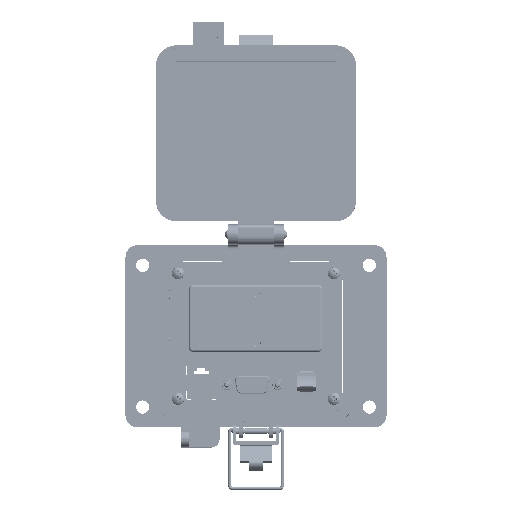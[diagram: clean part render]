
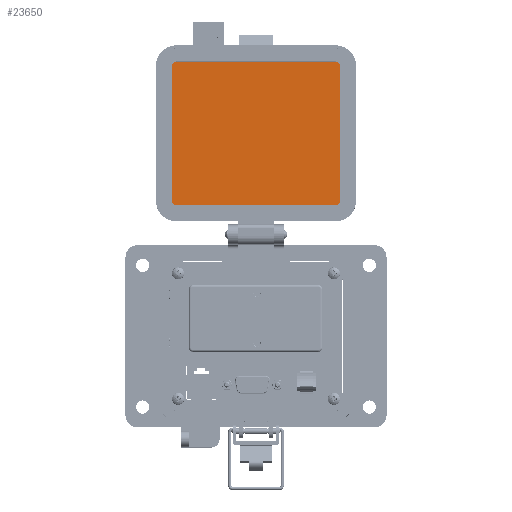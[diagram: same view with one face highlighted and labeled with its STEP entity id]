
A CAD part, top view. The second image highlights one B-rep face of the part: STEP entity #23650.
In plain terms, the highlighted planar face has unit normal (0, 0, 1).
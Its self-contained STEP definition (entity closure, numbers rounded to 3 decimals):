
#4641 = CARTESIAN_POINT ( 'NONE',  ( 35.912, 126.389, 19.202 ) ) ;
#9733 = AXIS2_PLACEMENT_3D ( 'NONE', #132755, #72130, #17530 ) ;
#12882 = CARTESIAN_POINT ( 'NONE',  ( -3.279, 128.688, 19.202 ) ) ;
#15042 = DIRECTION ( 'NONE',  ( 0., 0., 1. ) ) ;
#16244 = PLANE ( 'NONE',  #39829 ) ;
#17298 = CARTESIAN_POINT ( 'NONE',  ( -44.769, 126.389, 19.202 ) ) ;
#17530 = DIRECTION ( 'NONE',  ( 1., 0., 0. ) ) ;
#23650 = ADVANCED_FACE ( 'NONE', ( #94291 ), #16244, .T. ) ;
#29558 = ORIENTED_EDGE ( 'NONE', *, *, #198849, .F. ) ;
#30344 = CIRCLE ( 'NONE', #156942, 2.299 ) ;
#32834 = VERTEX_POINT ( 'NONE', #183077 ) ;
#35432 = ORIENTED_EDGE ( 'NONE', *, *, #57836, .F. ) ;
#38669 = VECTOR ( 'NONE', #54986, 1000. ) ;
#39829 = AXIS2_PLACEMENT_3D ( 'NONE', #184874, #15042, #224534 ) ;
#41588 = CARTESIAN_POINT ( 'NONE',  ( 35.912, 57.705, 19.202 ) ) ;
#54986 = DIRECTION ( 'NONE',  ( 1., 0., 0. ) ) ;
#57836 = EDGE_CURVE ( 'NONE', #32834, #149021, #205837, .T. ) ;
#62116 = VECTOR ( 'NONE', #188425, 1000. ) ;
#63907 = VERTEX_POINT ( 'NONE', #17298 ) ;
#65286 = CARTESIAN_POINT ( 'NONE',  ( -42.469, 126.389, 19.202 ) ) ;
#67672 = EDGE_CURVE ( 'NONE', #149021, #105969, #227237, .T. ) ;
#70345 = AXIS2_PLACEMENT_3D ( 'NONE', #65286, #143345, #218973 ) ;
#72130 = DIRECTION ( 'NONE',  ( 0., 0., -1. ) ) ;
#73556 = LINE ( 'NONE', #12882, #38669 ) ;
#75083 = ORIENTED_EDGE ( 'NONE', *, *, #177434, .F. ) ;
#77941 = CARTESIAN_POINT ( 'NONE',  ( 38.212, 60.004, 19.202 ) ) ;
#80107 = VERTEX_POINT ( 'NONE', #234330 ) ;
#90910 = ORIENTED_EDGE ( 'NONE', *, *, #233170, .F. ) ;
#93706 = ORIENTED_EDGE ( 'NONE', *, *, #67672, .F. ) ;
#94046 = CIRCLE ( 'NONE', #70345, 2.299 ) ;
#94291 = FACE_OUTER_BOUND ( 'NONE', #228767, .T. ) ;
#96792 = CIRCLE ( 'NONE', #9733, 2.299 ) ;
#104945 = ORIENTED_EDGE ( 'NONE', *, *, #161777, .F. ) ;
#105969 = VERTEX_POINT ( 'NONE', #41588 ) ;
#112937 = CARTESIAN_POINT ( 'NONE',  ( 35.912, 128.688, 19.202 ) ) ;
#115028 = LINE ( 'NONE', #244009, #234075 ) ;
#115054 = DIRECTION ( 'NONE',  ( 1., 0., 0. ) ) ;
#115288 = VERTEX_POINT ( 'NONE', #179932 ) ;
#117786 = ORIENTED_EDGE ( 'NONE', *, *, #126129, .F. ) ;
#120324 = AXIS2_PLACEMENT_3D ( 'NONE', #220141, #184150, #221385 ) ;
#126129 = EDGE_CURVE ( 'NONE', #105969, #201341, #115028, .T. ) ;
#132755 = CARTESIAN_POINT ( 'NONE',  ( -42.469, 60.004, 19.202 ) ) ;
#143345 = DIRECTION ( 'NONE',  ( 0., 0., -1. ) ) ;
#149021 = VERTEX_POINT ( 'NONE', #77941 ) ;
#152432 = CARTESIAN_POINT ( 'NONE',  ( 38.212, 93.196, 19.202 ) ) ;
#156942 = AXIS2_PLACEMENT_3D ( 'NONE', #4641, #195565, #115054 ) ;
#161777 = EDGE_CURVE ( 'NONE', #230712, #32834, #30344, .T. ) ;
#167195 = DIRECTION ( 'NONE',  ( -1., 0., 0. ) ) ;
#177434 = EDGE_CURVE ( 'NONE', #63907, #80107, #94046, .T. ) ;
#179932 = CARTESIAN_POINT ( 'NONE',  ( -44.769, 60.004, 19.202 ) ) ;
#183077 = CARTESIAN_POINT ( 'NONE',  ( 38.212, 126.389, 19.202 ) ) ;
#184150 = DIRECTION ( 'NONE',  ( 0., 0., -1. ) ) ;
#184874 = CARTESIAN_POINT ( 'NONE',  ( 39.871, 130.108, 19.202 ) ) ;
#188425 = DIRECTION ( 'NONE',  ( 0., -1., 0. ) ) ;
#195565 = DIRECTION ( 'NONE',  ( 0., 0., -1. ) ) ;
#198849 = EDGE_CURVE ( 'NONE', #115288, #63907, #212925, .T. ) ;
#200009 = CARTESIAN_POINT ( 'NONE',  ( -42.469, 57.705, 19.202 ) ) ;
#201341 = VERTEX_POINT ( 'NONE', #200009 ) ;
#205837 = LINE ( 'NONE', #152432, #62116 ) ;
#208181 = VECTOR ( 'NONE', #214146, 1000. ) ;
#210184 = EDGE_CURVE ( 'NONE', #201341, #115288, #96792, .T. ) ;
#212925 = LINE ( 'NONE', #231512, #208181 ) ;
#214146 = DIRECTION ( 'NONE',  ( 0., 1., 0. ) ) ;
#218973 = DIRECTION ( 'NONE',  ( 0., -1., 0. ) ) ;
#220141 = CARTESIAN_POINT ( 'NONE',  ( 35.912, 60.004, 19.202 ) ) ;
#221385 = DIRECTION ( 'NONE',  ( 0., -1., 0. ) ) ;
#224534 = DIRECTION ( 'NONE',  ( -1., 0., 0. ) ) ;
#227237 = CIRCLE ( 'NONE', #120324, 2.299 ) ;
#228767 = EDGE_LOOP ( 'NONE', ( #93706, #35432, #104945, #90910, #75083, #29558, #231524, #117786 ) ) ;
#230712 = VERTEX_POINT ( 'NONE', #112937 ) ;
#231512 = CARTESIAN_POINT ( 'NONE',  ( -44.769, 93.196, 19.202 ) ) ;
#231524 = ORIENTED_EDGE ( 'NONE', *, *, #210184, .F. ) ;
#233170 = EDGE_CURVE ( 'NONE', #80107, #230712, #73556, .T. ) ;
#234075 = VECTOR ( 'NONE', #167195, 1000. ) ;
#234330 = CARTESIAN_POINT ( 'NONE',  ( -42.469, 128.688, 19.202 ) ) ;
#244009 = CARTESIAN_POINT ( 'NONE',  ( -3.279, 57.705, 19.202 ) ) ;
